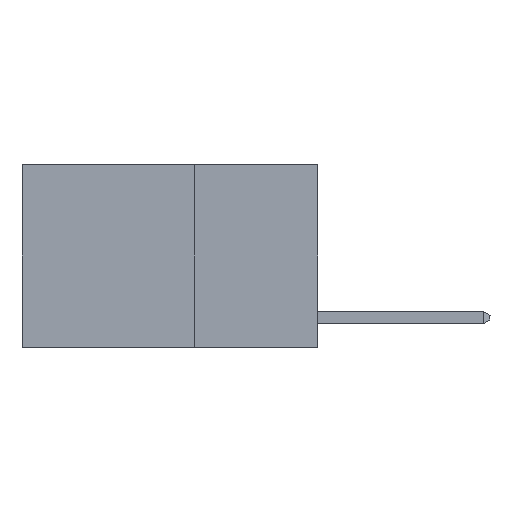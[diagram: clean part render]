
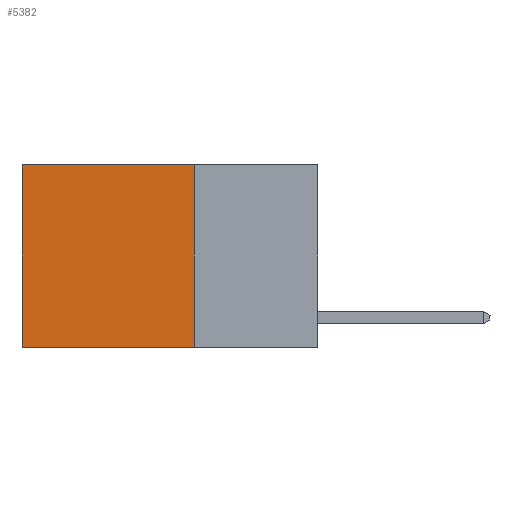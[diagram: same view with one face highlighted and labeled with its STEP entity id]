
A CAD part, left-side view. The second image highlights one B-rep face of the part: STEP entity #5382.
In plain terms, the highlighted planar face has unit normal (-1, 0, 0).
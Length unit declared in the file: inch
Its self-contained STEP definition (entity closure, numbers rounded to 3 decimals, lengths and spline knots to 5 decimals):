
#139 = CARTESIAN_POINT ( 'NONE',  ( 0.2625, 0.6, -0.37 ) ) ;
#679 = FACE_OUTER_BOUND ( 'NONE', #9410, .T. ) ;
#1061 = ORIENTED_EDGE ( 'NONE', *, *, #2078, .T. ) ;
#1070 = ORIENTED_EDGE ( 'NONE', *, *, #8471, .F. ) ;
#1085 = ORIENTED_EDGE ( 'NONE', *, *, #6394, .F. ) ;
#1142 = ORIENTED_EDGE ( 'NONE', *, *, #6555, .T. ) ;
#1359 = DIRECTION ( 'NONE',  ( 0., 1., 0. ) ) ;
#2078 = EDGE_CURVE ( 'NONE', #5751, #10291, #2522, .T. ) ;
#2504 = VECTOR ( 'NONE', #5497, 39.37008 ) ;
#2522 = LINE ( 'NONE', #4169, #7754 ) ;
#2531 = DIRECTION ( 'NONE',  ( 1., 0., 0. ) ) ;
#3299 = CARTESIAN_POINT ( 'NONE',  ( 0.2625, 0.25, 0. ) ) ;
#3951 = DIRECTION ( 'NONE',  ( 0., 0., -1. ) ) ;
#4169 = CARTESIAN_POINT ( 'NONE',  ( 0.2625, 0.6, 0. ) ) ;
#4231 = VERTEX_POINT ( 'NONE', #3299 ) ;
#4424 = CARTESIAN_POINT ( 'NONE',  ( 0.2625, 0.25, -0.37 ) ) ;
#5382 = ADVANCED_FACE ( 'NONE', ( #679 ), #8746, .F. ) ;
#5497 = DIRECTION ( 'NONE',  ( 0., 1., 0. ) ) ;
#5751 = VERTEX_POINT ( 'NONE', #5953 ) ;
#5953 = CARTESIAN_POINT ( 'NONE',  ( 0.2625, 0.6, 0. ) ) ;
#6394 = EDGE_CURVE ( 'NONE', #4231, #8750, #12137, .T. ) ;
#6555 = EDGE_CURVE ( 'NONE', #4231, #5751, #10109, .T. ) ;
#6723 = CARTESIAN_POINT ( 'NONE',  ( 0.2625, 0.25, 0. ) ) ;
#7144 = AXIS2_PLACEMENT_3D ( 'NONE', #6723, #2531, #9733 ) ;
#7352 = CARTESIAN_POINT ( 'NONE',  ( 0.2625, 0.25, 0. ) ) ;
#7477 = VECTOR ( 'NONE', #1359, 39.37008 ) ;
#7754 = VECTOR ( 'NONE', #3951, 39.37008 ) ;
#8471 = EDGE_CURVE ( 'NONE', #8750, #10291, #10644, .T. ) ;
#8746 = PLANE ( 'NONE',  #7144 ) ;
#8750 = VERTEX_POINT ( 'NONE', #11141 ) ;
#9410 = EDGE_LOOP ( 'NONE', ( #1061, #1070, #1085, #1142 ) ) ;
#9671 = VECTOR ( 'NONE', #10314, 39.37008 ) ;
#9733 = DIRECTION ( 'NONE',  ( 0., 0., -1. ) ) ;
#10109 = LINE ( 'NONE', #10516, #7477 ) ;
#10291 = VERTEX_POINT ( 'NONE', #139 ) ;
#10314 = DIRECTION ( 'NONE',  ( 0., 0., -1. ) ) ;
#10516 = CARTESIAN_POINT ( 'NONE',  ( 0.2625, 0.25, 0. ) ) ;
#10644 = LINE ( 'NONE', #4424, #2504 ) ;
#11141 = CARTESIAN_POINT ( 'NONE',  ( 0.2625, 0.25, -0.37 ) ) ;
#12137 = LINE ( 'NONE', #7352, #9671 ) ;
